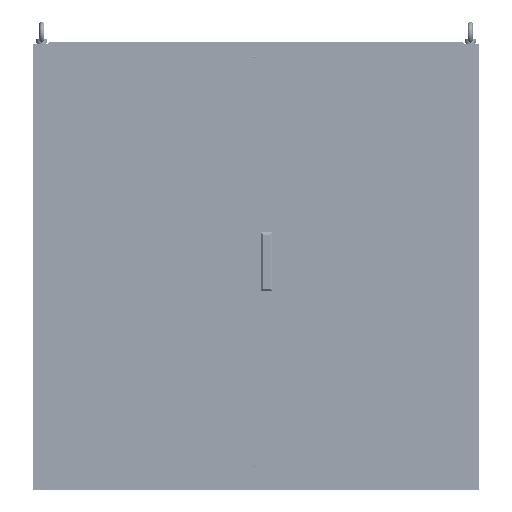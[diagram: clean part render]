
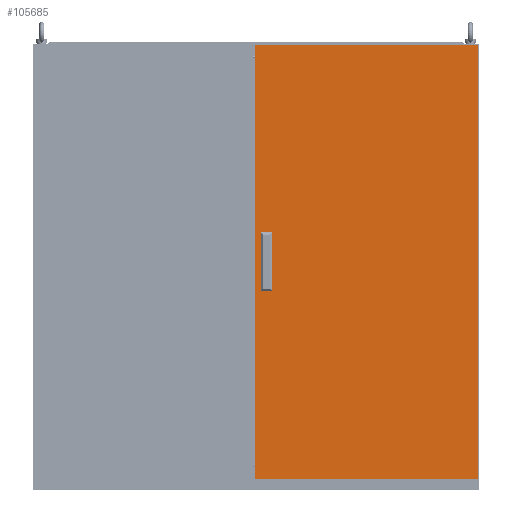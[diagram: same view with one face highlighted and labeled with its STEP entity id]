
A CAD part, top view. The second image highlights one B-rep face of the part: STEP entity #105685.
In plain terms, the highlighted planar face has unit normal (0, 0, 1).
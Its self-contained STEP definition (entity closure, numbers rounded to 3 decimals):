
#3772 = CARTESIAN_POINT ( 'NONE',  ( 16.5, -61.5, 0. ) ) ;
#5756 = VECTOR ( 'NONE', #159249, 1000. ) ;
#13287 = VERTEX_POINT ( 'NONE', #71630 ) ;
#13585 = DIRECTION ( 'NONE',  ( -1., 0., 0. ) ) ;
#14654 = PLANE ( 'NONE',  #27182 ) ;
#17693 = DIRECTION ( 'NONE',  ( 0., 0., 1. ) ) ;
#23834 = DIRECTION ( 'NONE',  ( 1., 0., 0. ) ) ;
#27182 = AXIS2_PLACEMENT_3D ( 'NONE', #95456, #17693, #204374 ) ;
#28034 = EDGE_CURVE ( 'NONE', #126133, #199021, #172864, .T. ) ;
#28999 = CARTESIAN_POINT ( 'NONE',  ( 41.5, 38.5, 0. ) ) ;
#29076 = LINE ( 'NONE', #203297, #41446 ) ;
#30080 = ORIENTED_EDGE ( 'NONE', *, *, #144057, .F. ) ;
#30131 = FACE_BOUND ( 'NONE', #91850, .T. ) ;
#30727 = DIRECTION ( 'NONE',  ( 0., 1., 0. ) ) ;
#32159 = FACE_OUTER_BOUND ( 'NONE', #66438, .T. ) ;
#32710 = CARTESIAN_POINT ( 'NONE',  ( 41.5, 38.5, 0. ) ) ;
#34544 = VERTEX_POINT ( 'NONE', #139508 ) ;
#34769 = VERTEX_POINT ( 'NONE', #148609 ) ;
#35430 = ORIENTED_EDGE ( 'NONE', *, *, #162928, .F. ) ;
#37027 = LINE ( 'NONE', #149033, #191380 ) ;
#39260 = VECTOR ( 'NONE', #30727, 1000. ) ;
#40556 = ORIENTED_EDGE ( 'NONE', *, *, #63389, .F. ) ;
#41446 = VECTOR ( 'NONE', #13585, 1000. ) ;
#44892 = LINE ( 'NONE', #45912, #99559 ) ;
#45912 = CARTESIAN_POINT ( 'NONE',  ( 597., 597., 0. ) ) ;
#47322 = DIRECTION ( 'NONE',  ( 0., -1., 0. ) ) ;
#54341 = ORIENTED_EDGE ( 'NONE', *, *, #182434, .F. ) ;
#54604 = CARTESIAN_POINT ( 'NONE',  ( 597., -570., 0. ) ) ;
#56367 = VERTEX_POINT ( 'NONE', #54604 ) ;
#60460 = DIRECTION ( 'NONE',  ( 0., 1., 0. ) ) ;
#63044 = VECTOR ( 'NONE', #77057, 1000. ) ;
#63336 = EDGE_CURVE ( 'NONE', #56367, #154898, #44892, .T. ) ;
#63389 = EDGE_CURVE ( 'NONE', #199021, #140339, #158915, .T. ) ;
#63663 = DIRECTION ( 'NONE',  ( 1., 0., 0. ) ) ;
#63870 = LINE ( 'NONE', #32710, #5756 ) ;
#66438 = EDGE_LOOP ( 'NONE', ( #196892, #189237, #169745, #89136 ) ) ;
#66798 = VECTOR ( 'NONE', #63663, 1000. ) ;
#69785 = CARTESIAN_POINT ( 'NONE',  ( -3., 597., 0. ) ) ;
#71630 = CARTESIAN_POINT ( 'NONE',  ( 16.5, -61.5, 0. ) ) ;
#74335 = EDGE_CURVE ( 'NONE', #34544, #56367, #133830, .T. ) ;
#74614 = EDGE_CURVE ( 'NONE', #144176, #34544, #37027, .T. ) ;
#77057 = DIRECTION ( 'NONE',  ( -1., 0., 0. ) ) ;
#77725 = DIRECTION ( 'NONE',  ( 1., 0., 0. ) ) ;
#89136 = ORIENTED_EDGE ( 'NONE', *, *, #137732, .T. ) ;
#91850 = EDGE_LOOP ( 'NONE', ( #104312, #40556, #196705, #30080 ) ) ;
#95456 = CARTESIAN_POINT ( 'NONE',  ( 0., 0., 0. ) ) ;
#96830 = LINE ( 'NONE', #160044, #111356 ) ;
#98406 = CARTESIAN_POINT ( 'NONE',  ( 16.5, 38.5, 0. ) ) ;
#98590 = VECTOR ( 'NONE', #23834, 1000. ) ;
#98620 = CARTESIAN_POINT ( 'NONE',  ( 597., 597., 0. ) ) ;
#99559 = VECTOR ( 'NONE', #60460, 1000. ) ;
#101637 = CARTESIAN_POINT ( 'NONE',  ( -3., -570., 0. ) ) ;
#102426 = EDGE_CURVE ( 'NONE', #140339, #13287, #145861, .T. ) ;
#104312 = ORIENTED_EDGE ( 'NONE', *, *, #102426, .F. ) ;
#104313 = ORIENTED_EDGE ( 'NONE', *, *, #140870, .F. ) ;
#105685 = ADVANCED_FACE ( 'NONE', ( #128738, #30131, #32159 ), #14654, .T. ) ;
#106225 = DIRECTION ( 'NONE',  ( -1., 0., 0. ) ) ;
#107696 = CARTESIAN_POINT ( 'NONE',  ( 41.5, -61.5, 0. ) ) ;
#111356 = VECTOR ( 'NONE', #158999, 1000. ) ;
#112579 = VERTEX_POINT ( 'NONE', #158711 ) ;
#117589 = VECTOR ( 'NONE', #77725, 1000. ) ;
#121806 = CARTESIAN_POINT ( 'NONE',  ( 41.5, 88.5, 0. ) ) ;
#125399 = VECTOR ( 'NONE', #106225, 1000. ) ;
#126133 = VERTEX_POINT ( 'NONE', #107696 ) ;
#128738 = FACE_BOUND ( 'NONE', #167523, .T. ) ;
#130874 = ORIENTED_EDGE ( 'NONE', *, *, #182200, .F. ) ;
#133815 = VERTEX_POINT ( 'NONE', #98406 ) ;
#133830 = LINE ( 'NONE', #101637, #98590 ) ;
#137732 = EDGE_CURVE ( 'NONE', #154898, #144176, #29076, .T. ) ;
#139508 = CARTESIAN_POINT ( 'NONE',  ( -3., -570., 0. ) ) ;
#140339 = VERTEX_POINT ( 'NONE', #156808 ) ;
#140870 = EDGE_CURVE ( 'NONE', #146669, #112579, #152820, .T. ) ;
#142426 = CARTESIAN_POINT ( 'NONE',  ( 41.5, -11.5, 0. ) ) ;
#144057 = EDGE_CURVE ( 'NONE', #13287, #126133, #192271, .T. ) ;
#144176 = VERTEX_POINT ( 'NONE', #69785 ) ;
#145861 = LINE ( 'NONE', #3772, #196027 ) ;
#146669 = VERTEX_POINT ( 'NONE', #150097 ) ;
#148609 = CARTESIAN_POINT ( 'NONE',  ( 41.5, 38.5, 0. ) ) ;
#149033 = CARTESIAN_POINT ( 'NONE',  ( -3., 597., 0. ) ) ;
#150097 = CARTESIAN_POINT ( 'NONE',  ( 41.5, 88.5, 0. ) ) ;
#152820 = LINE ( 'NONE', #121806, #125399 ) ;
#154898 = VERTEX_POINT ( 'NONE', #98620 ) ;
#156808 = CARTESIAN_POINT ( 'NONE',  ( 16.5, -11.5, 0. ) ) ;
#158711 = CARTESIAN_POINT ( 'NONE',  ( 16.5, 88.5, 0. ) ) ;
#158915 = LINE ( 'NONE', #142426, #63044 ) ;
#158999 = DIRECTION ( 'NONE',  ( 0., -1., 0. ) ) ;
#159249 = DIRECTION ( 'NONE',  ( 0., 1., 0. ) ) ;
#160044 = CARTESIAN_POINT ( 'NONE',  ( 16.5, 38.5, 0. ) ) ;
#162928 = EDGE_CURVE ( 'NONE', #133815, #34769, #200185, .T. ) ;
#163571 = DIRECTION ( 'NONE',  ( 0., -1., 0. ) ) ;
#167523 = EDGE_LOOP ( 'NONE', ( #54341, #104313, #130874, #35430 ) ) ;
#169745 = ORIENTED_EDGE ( 'NONE', *, *, #63336, .T. ) ;
#172864 = LINE ( 'NONE', #185366, #39260 ) ;
#182200 = EDGE_CURVE ( 'NONE', #34769, #146669, #63870, .T. ) ;
#182434 = EDGE_CURVE ( 'NONE', #112579, #133815, #96830, .T. ) ;
#183453 = CARTESIAN_POINT ( 'NONE',  ( 41.5, -11.5, 0. ) ) ;
#185366 = CARTESIAN_POINT ( 'NONE',  ( 41.5, -61.5, 0. ) ) ;
#188155 = CARTESIAN_POINT ( 'NONE',  ( 41.5, -61.5, 0. ) ) ;
#189237 = ORIENTED_EDGE ( 'NONE', *, *, #74335, .T. ) ;
#191380 = VECTOR ( 'NONE', #163571, 1000. ) ;
#192271 = LINE ( 'NONE', #188155, #66798 ) ;
#196027 = VECTOR ( 'NONE', #47322, 1000. ) ;
#196705 = ORIENTED_EDGE ( 'NONE', *, *, #28034, .F. ) ;
#196892 = ORIENTED_EDGE ( 'NONE', *, *, #74614, .T. ) ;
#199021 = VERTEX_POINT ( 'NONE', #183453 ) ;
#200185 = LINE ( 'NONE', #28999, #117589 ) ;
#203297 = CARTESIAN_POINT ( 'NONE',  ( -3., 597., 0. ) ) ;
#204374 = DIRECTION ( 'NONE',  ( 1., 0., 0. ) ) ;
